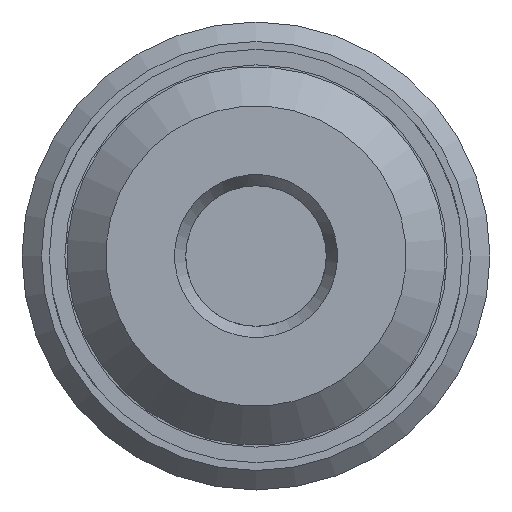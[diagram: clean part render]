
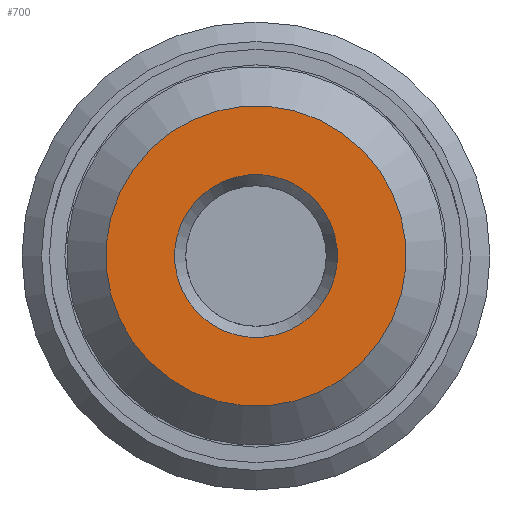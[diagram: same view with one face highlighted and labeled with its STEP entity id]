
A CAD part, front view. The second image highlights one B-rep face of the part: STEP entity #700.
In plain terms, the highlighted planar face has unit normal (0, -1, 0).
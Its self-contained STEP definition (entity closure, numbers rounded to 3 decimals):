
#152=FACE_BOUND('',#231,.T.);
#179=FACE_OUTER_BOUND('',#230,.T.);
#230=EDGE_LOOP('',(#594));
#231=EDGE_LOOP('',(#595));
#281=CIRCLE('',#793,3.85);
#282=CIRCLE('',#794,2.089);
#352=VERTEX_POINT('',#1610);
#353=VERTEX_POINT('',#1612);
#437=EDGE_CURVE('',#352,#352,#281,.T.);
#438=EDGE_CURVE('',#353,#353,#282,.T.);
#594=ORIENTED_EDGE('',*,*,#437,.F.);
#595=ORIENTED_EDGE('',*,*,#438,.F.);
#673=PLANE('',#792);
#700=ADVANCED_FACE('',(#179,#152),#673,.T.);
#792=AXIS2_PLACEMENT_3D('',#1609,#956,#957);
#793=AXIS2_PLACEMENT_3D('',#1611,#958,#959);
#794=AXIS2_PLACEMENT_3D('',#1613,#960,#961);
#956=DIRECTION('center_axis',(0.,-1.,0.));
#957=DIRECTION('ref_axis',(0.085,0.,0.996));
#958=DIRECTION('center_axis',(0.,1.,0.));
#959=DIRECTION('ref_axis',(0.996,0.,-0.085));
#960=DIRECTION('center_axis',(0.,-1.,0.));
#961=DIRECTION('ref_axis',(0.996,0.,-0.085));
#1609=CARTESIAN_POINT('Origin',(3.738,-24.901,10.586));
#1610=CARTESIAN_POINT('',(1.695,-24.901,10.761));
#1611=CARTESIAN_POINT('Origin',(5.531,-24.901,10.432));
#1612=CARTESIAN_POINT('',(3.45,-24.901,10.611));
#1613=CARTESIAN_POINT('Origin',(5.531,-24.901,10.432));
